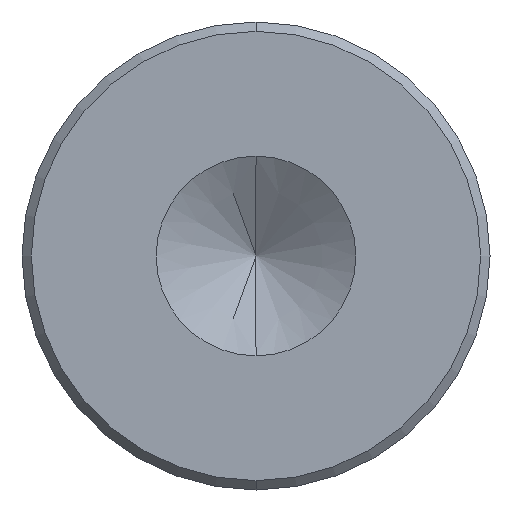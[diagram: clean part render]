
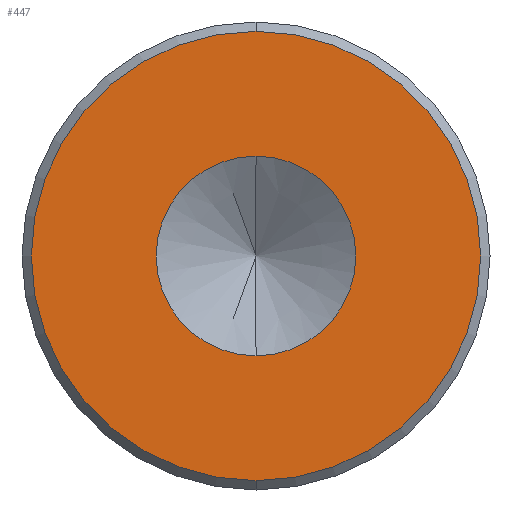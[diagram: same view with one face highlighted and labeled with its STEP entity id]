
A CAD part, front view. The second image highlights one B-rep face of the part: STEP entity #447.
In plain terms, the highlighted planar face has unit normal (0, -1, 0).
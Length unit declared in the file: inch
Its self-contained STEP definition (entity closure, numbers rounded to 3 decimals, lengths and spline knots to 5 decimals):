
#5 = AXIS2_PLACEMENT_3D ( 'NONE', #282, #274, #166 ) ;
#29 = ORIENTED_EDGE ( 'NONE', *, *, #351, .F. ) ;
#32 = DIRECTION ( 'NONE',  ( 0., 0., -1. ) ) ;
#35 = DIRECTION ( 'NONE',  ( 0., -1., 0. ) ) ;
#40 = ORIENTED_EDGE ( 'NONE', *, *, #383, .F. ) ;
#46 = AXIS2_PLACEMENT_3D ( 'NONE', #63, #367, #477 ) ;
#60 = CARTESIAN_POINT ( 'NONE',  ( 0., 0., 0.11985 ) ) ;
#62 = CIRCLE ( 'NONE', #109, 0.05325 ) ;
#63 = CARTESIAN_POINT ( 'NONE',  ( 0., 0., 0. ) ) ;
#64 = AXIS2_PLACEMENT_3D ( 'NONE', #485, #347, #312 ) ;
#66 = ORIENTED_EDGE ( 'NONE', *, *, #357, .T. ) ;
#73 = ORIENTED_EDGE ( 'NONE', *, *, #401, .T. ) ;
#76 = CIRCLE ( 'NONE', #91, 0.11985 ) ;
#91 = AXIS2_PLACEMENT_3D ( 'NONE', #322, #389, #475 ) ;
#101 = PLANE ( 'NONE',  #5 ) ;
#106 = EDGE_LOOP ( 'NONE', ( #29, #40 ) ) ;
#109 = AXIS2_PLACEMENT_3D ( 'NONE', #352, #35, #32 ) ;
#118 = VERTEX_POINT ( 'NONE', #60 ) ;
#140 = CIRCLE ( 'NONE', #64, 0.05325 ) ;
#143 = VERTEX_POINT ( 'NONE', #341 ) ;
#164 = CARTESIAN_POINT ( 'NONE',  ( 0., 0., -0.05325 ) ) ;
#166 = DIRECTION ( 'NONE',  ( 0., 0., 1. ) ) ;
#274 = DIRECTION ( 'NONE',  ( 0., 1., 0. ) ) ;
#282 = CARTESIAN_POINT ( 'NONE',  ( 0., 0., 0. ) ) ;
#312 = DIRECTION ( 'NONE',  ( 0., 0., -1. ) ) ;
#322 = CARTESIAN_POINT ( 'NONE',  ( 0., 0., 0. ) ) ;
#341 = CARTESIAN_POINT ( 'NONE',  ( 0., 0., -0.11985 ) ) ;
#347 = DIRECTION ( 'NONE',  ( 0., -1., 0. ) ) ;
#348 = EDGE_LOOP ( 'NONE', ( #66, #73 ) ) ;
#351 = EDGE_CURVE ( 'NONE', #457, #391, #62, .T. ) ;
#352 = CARTESIAN_POINT ( 'NONE',  ( 0., 0., 0. ) ) ;
#357 = EDGE_CURVE ( 'NONE', #118, #143, #76, .T. ) ;
#367 = DIRECTION ( 'NONE',  ( 0., -1., 0. ) ) ;
#383 = EDGE_CURVE ( 'NONE', #391, #457, #140, .T. ) ;
#389 = DIRECTION ( 'NONE',  ( 0., -1., 0. ) ) ;
#391 = VERTEX_POINT ( 'NONE', #413 ) ;
#401 = EDGE_CURVE ( 'NONE', #143, #118, #450, .T. ) ;
#413 = CARTESIAN_POINT ( 'NONE',  ( 0., 0., 0.05325 ) ) ;
#435 = FACE_BOUND ( 'NONE', #106, .T. ) ;
#447 = ADVANCED_FACE ( 'NONE', ( #435, #486 ), #101, .F. ) ;
#450 = CIRCLE ( 'NONE', #46, 0.11985 ) ;
#457 = VERTEX_POINT ( 'NONE', #164 ) ;
#475 = DIRECTION ( 'NONE',  ( 0., 0., 1. ) ) ;
#477 = DIRECTION ( 'NONE',  ( 0., 0., 1. ) ) ;
#485 = CARTESIAN_POINT ( 'NONE',  ( 0., 0., 0. ) ) ;
#486 = FACE_OUTER_BOUND ( 'NONE', #348, .T. ) ;
